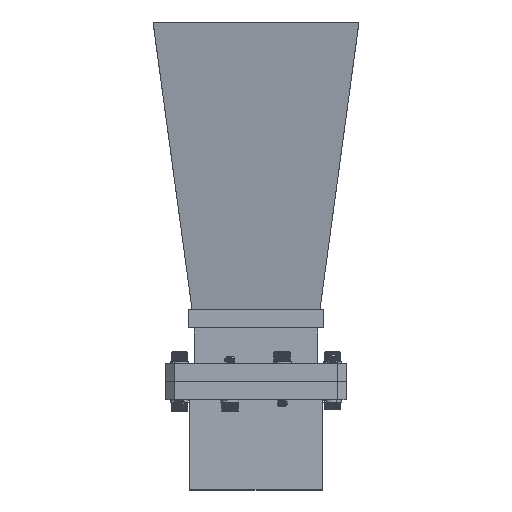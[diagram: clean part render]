
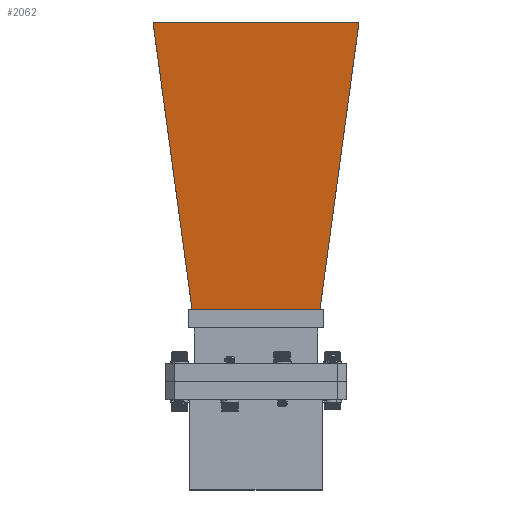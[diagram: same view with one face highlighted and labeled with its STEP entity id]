
A CAD part, front view. The second image highlights one B-rep face of the part: STEP entity #2062.
In plain terms, the highlighted face is planar.
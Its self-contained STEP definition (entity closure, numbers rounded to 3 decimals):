
#381 = DIRECTION ( 'NONE',  ( 0.133, -0.981, -0.142 ) ) ;
#463 = AXIS2_PLACEMENT_3D ( 'NONE', #10153, #8744, #10080 ) ;
#661 = VERTEX_POINT ( 'NONE', #2779 ) ;
#870 = VECTOR ( 'NONE', #1517, 1000. ) ;
#985 = CARTESIAN_POINT ( 'NONE',  ( -22.53, 6.35, 11.703 ) ) ;
#1112 = LINE ( 'NONE', #3247, #14403 ) ;
#1517 = DIRECTION ( 'NONE',  ( -1., 0., 0. ) ) ;
#1960 = DIRECTION ( 'NONE',  ( -1., 0., 0. ) ) ;
#2062 = ADVANCED_FACE ( 'NONE', ( #13974 ), #13509, .F. ) ;
#2779 = CARTESIAN_POINT ( 'NONE',  ( 36.248, 107.525, 26.34 ) ) ;
#3131 = VERTEX_POINT ( 'NONE', #3772 ) ;
#3247 = CARTESIAN_POINT ( 'NONE',  ( 24.179, 18.516, 13.463 ) ) ;
#3772 = CARTESIAN_POINT ( 'NONE',  ( -36.248, 107.525, 26.34 ) ) ;
#4564 = EDGE_LOOP ( 'NONE', ( #6605, #11566, #5980, #12215 ) ) ;
#4952 = CARTESIAN_POINT ( 'NONE',  ( -24.179, 18.516, 13.463 ) ) ;
#5651 = VECTOR ( 'NONE', #381, 1000. ) ;
#5737 = EDGE_CURVE ( 'NONE', #661, #3131, #12030, .T. ) ;
#5980 = ORIENTED_EDGE ( 'NONE', *, *, #6463, .F. ) ;
#6463 = EDGE_CURVE ( 'NONE', #12579, #7931, #11581, .T. ) ;
#6512 = CARTESIAN_POINT ( 'NONE',  ( 22.53, 6.35, 11.703 ) ) ;
#6605 = ORIENTED_EDGE ( 'NONE', *, *, #5737, .T. ) ;
#7931 = VERTEX_POINT ( 'NONE', #985 ) ;
#8540 = CARTESIAN_POINT ( 'NONE',  ( 46.009, 6.35, 11.703 ) ) ;
#8744 = DIRECTION ( 'NONE',  ( 0., 0.143, -0.99 ) ) ;
#9042 = DIRECTION ( 'NONE',  ( -0.133, -0.981, -0.142 ) ) ;
#9823 = CARTESIAN_POINT ( 'NONE',  ( 134.911, 107.525, 26.34 ) ) ;
#10037 = EDGE_CURVE ( 'NONE', #3131, #7931, #12718, .T. ) ;
#10080 = DIRECTION ( 'NONE',  ( 0., 0.99, 0.143 ) ) ;
#10153 = CARTESIAN_POINT ( 'NONE',  ( 134.911, 3.81, 11.336 ) ) ;
#11566 = ORIENTED_EDGE ( 'NONE', *, *, #10037, .T. ) ;
#11581 = LINE ( 'NONE', #8540, #870 ) ;
#11607 = VECTOR ( 'NONE', #1960, 1000. ) ;
#12030 = LINE ( 'NONE', #9823, #11607 ) ;
#12215 = ORIENTED_EDGE ( 'NONE', *, *, #13467, .F. ) ;
#12579 = VERTEX_POINT ( 'NONE', #6512 ) ;
#12718 = LINE ( 'NONE', #4952, #5651 ) ;
#13467 = EDGE_CURVE ( 'NONE', #661, #12579, #1112, .T. ) ;
#13509 = PLANE ( 'NONE',  #463 ) ;
#13974 = FACE_OUTER_BOUND ( 'NONE', #4564, .T. ) ;
#14403 = VECTOR ( 'NONE', #9042, 1000. ) ;
